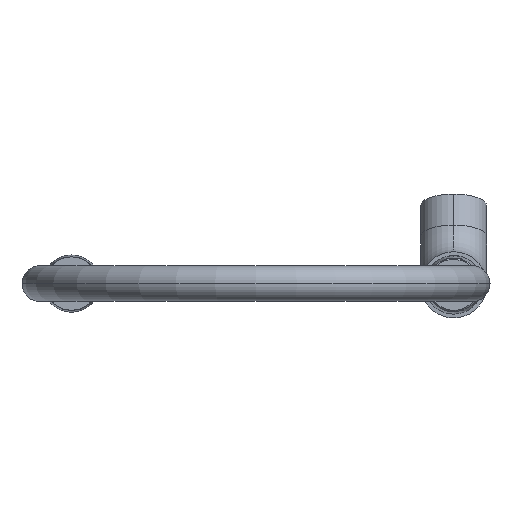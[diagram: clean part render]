
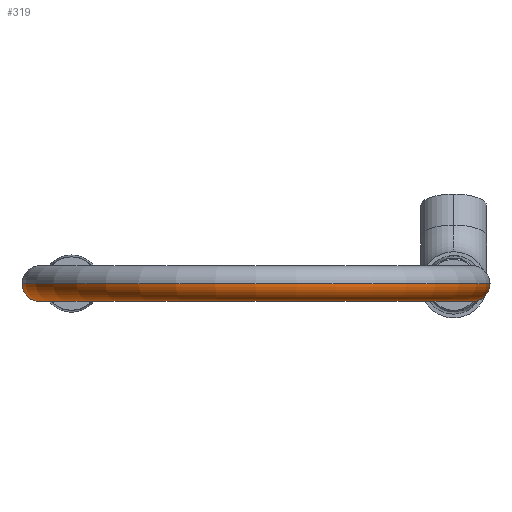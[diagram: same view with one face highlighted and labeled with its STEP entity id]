
A CAD part, front view. The second image highlights one B-rep face of the part: STEP entity #319.
In plain terms, the highlighted toroidal (fillet/blend) face has major radius 84.851 mm and minor radius 7 mm.
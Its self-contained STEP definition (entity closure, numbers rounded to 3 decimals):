
#84 = CARTESIAN_POINT ( 'NONE',  ( 157.276, -550., 0. ) ) ;
#116 = CARTESIAN_POINT ( 'NONE',  ( -5.425, -550., 0. ) ) ;
#134 = CARTESIAN_POINT ( 'NONE',  ( 72.425, -550., 0. ) ) ;
#148 = AXIS2_PLACEMENT_3D ( 'NONE', #84, #405, #528 ) ;
#170 = DIRECTION ( 'NONE',  ( 0., 0., -1. ) ) ;
#198 = AXIS2_PLACEMENT_3D ( 'NONE', #1109, #1483, #1735 ) ;
#229 = ORIENTED_EDGE ( 'NONE', *, *, #1252, .F. ) ;
#256 = AXIS2_PLACEMENT_3D ( 'NONE', #1502, #1165, #1554 ) ;
#319 = ADVANCED_FACE ( 'NONE', ( #1527 ), #1431, .T. ) ;
#388 = CIRCLE ( 'NONE', #256, 91.851 ) ;
#392 = ORIENTED_EDGE ( 'NONE', *, *, #580, .T. ) ;
#405 = DIRECTION ( 'NONE',  ( 0., 1., 0. ) ) ;
#528 = DIRECTION ( 'NONE',  ( -1., 0., 0. ) ) ;
#580 = EDGE_CURVE ( 'NONE', #589, #1459, #1164, .T. ) ;
#589 = VERTEX_POINT ( 'NONE', #1106 ) ;
#749 = AXIS2_PLACEMENT_3D ( 'NONE', #134, #170, #1678 ) ;
#897 = CARTESIAN_POINT ( 'NONE',  ( 150.276, -550., 0. ) ) ;
#1008 = EDGE_CURVE ( 'NONE', #1373, #589, #388, .T. ) ;
#1065 = DIRECTION ( 'NONE',  ( 0., 0., -1. ) ) ;
#1106 = CARTESIAN_POINT ( 'NONE',  ( -19.425, -550., 0. ) ) ;
#1109 = CARTESIAN_POINT ( 'NONE',  ( 72.425, -550., 0. ) ) ;
#1164 = CIRCLE ( 'NONE', #1477, 7. ) ;
#1165 = DIRECTION ( 'NONE',  ( 0., 0., -1. ) ) ;
#1204 = DIRECTION ( 'NONE',  ( 0., -1., 0. ) ) ;
#1212 = VERTEX_POINT ( 'NONE', #897 ) ;
#1252 = EDGE_CURVE ( 'NONE', #1212, #1459, #1367, .T. ) ;
#1295 = CARTESIAN_POINT ( 'NONE',  ( -12.425, -550., 0. ) ) ;
#1323 = CARTESIAN_POINT ( 'NONE',  ( 164.276, -550., 0. ) ) ;
#1367 = CIRCLE ( 'NONE', #198, 77.851 ) ;
#1373 = VERTEX_POINT ( 'NONE', #1323 ) ;
#1431 = TOROIDAL_SURFACE ( 'NONE', #749, 84.851, 7. ) ;
#1459 = VERTEX_POINT ( 'NONE', #116 ) ;
#1477 = AXIS2_PLACEMENT_3D ( 'NONE', #1295, #1204, #1065 ) ;
#1483 = DIRECTION ( 'NONE',  ( 0., 0., -1. ) ) ;
#1502 = CARTESIAN_POINT ( 'NONE',  ( 72.425, -550., 0. ) ) ;
#1527 = FACE_OUTER_BOUND ( 'NONE', #1571, .T. ) ;
#1533 = EDGE_CURVE ( 'NONE', #1373, #1212, #1706, .T. ) ;
#1554 = DIRECTION ( 'NONE',  ( -1., 0., 0. ) ) ;
#1571 = EDGE_LOOP ( 'NONE', ( #1719, #1620, #392, #229 ) ) ;
#1620 = ORIENTED_EDGE ( 'NONE', *, *, #1008, .T. ) ;
#1678 = DIRECTION ( 'NONE',  ( -1., 0., 0. ) ) ;
#1706 = CIRCLE ( 'NONE', #148, 7. ) ;
#1719 = ORIENTED_EDGE ( 'NONE', *, *, #1533, .F. ) ;
#1735 = DIRECTION ( 'NONE',  ( -1., 0., 0. ) ) ;
